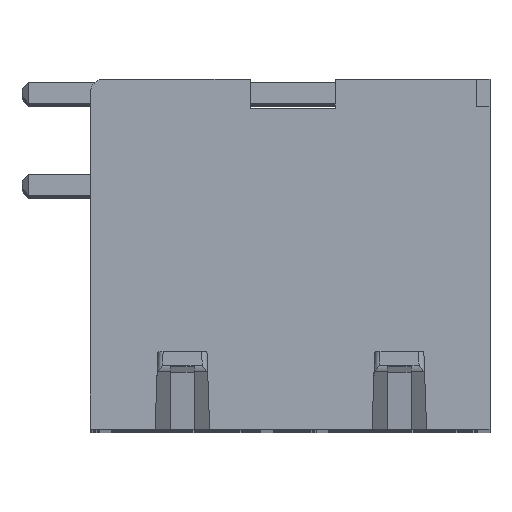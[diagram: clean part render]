
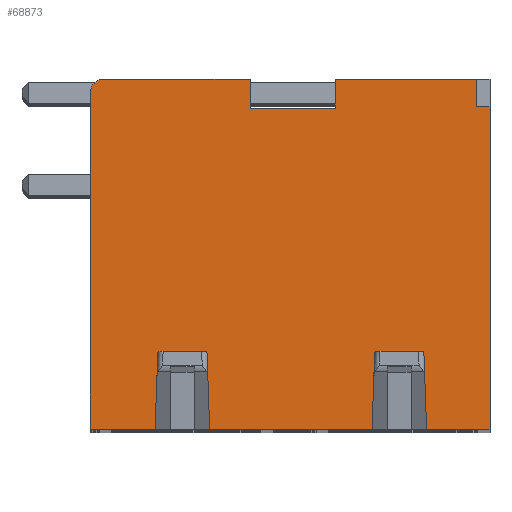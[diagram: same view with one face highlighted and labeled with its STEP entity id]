
A CAD part, top view. The second image highlights one B-rep face of the part: STEP entity #68873.
In plain terms, the highlighted planar face has unit normal (0, 0, 1).
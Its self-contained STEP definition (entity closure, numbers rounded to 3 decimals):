
#18153=DIRECTION('',(-1.,0.,0.));
#18154=VECTOR('',#18153,5.39);
#18155=CARTESIAN_POINT('',(11.703,13.3,33.7));
#18156=LINE('',#18155,#18154);
#18417=DIRECTION('',(0.,-1.,0.));
#18418=VECTOR('',#18417,1.092);
#18419=CARTESIAN_POINT('',(6.313,13.3,33.7));
#18420=LINE('',#18419,#18418);
#18549=DIRECTION('',(0.,1.,0.));
#18550=VECTOR('',#18549,1.092);
#18551=CARTESIAN_POINT('',(3.074,12.208,33.7));
#18552=LINE('',#18551,#18550);
#19229=DIRECTION('',(-1.,0.,0.));
#19230=VECTOR('',#19229,5.716);
#19231=CARTESIAN_POINT('',(3.074,13.3,33.7));
#19232=LINE('',#19231,#19230);
#19761=DIRECTION('',(0.,-1.,0.));
#19762=VECTOR('',#19761,0.02);
#19763=CARTESIAN_POINT('',(-2.641,13.3,33.7));
#19764=LINE('',#19763,#19762);
#23499=DIRECTION('',(-1.,0.,0.));
#23500=VECTOR('',#23499,3.238);
#23501=CARTESIAN_POINT('',(6.313,12.208,33.7));
#23502=LINE('',#23501,#23500);
#23503=DIRECTION('',(-0.035,-0.999,0.));
#23504=VECTOR('',#23503,2.716);
#23505=CARTESIAN_POINT('',(-0.443,2.714,33.7));
#23506=LINE('',#23505,#23504);
#23507=DIRECTION('',(-1.,0.,0.));
#23508=VECTOR('',#23507,2.463);
#23509=CARTESIAN_POINT('',(-0.537,0.,33.7));
#23510=LINE('',#23509,#23508);
#23511=DIRECTION('',(0.,1.,0.));
#23512=VECTOR('',#23511,12.8);
#23513=CARTESIAN_POINT('',(-3.,0.,33.7));
#23514=LINE('',#23513,#23512);
#23515=CARTESIAN_POINT('',(-2.5,12.8,33.7));
#23516=DIRECTION('',(0.,0.,-1.));
#23517=DIRECTION('',(-1.,0.,0.));
#23518=AXIS2_PLACEMENT_3D('',#23515,#23516,#23517);
#23520=DIRECTION('',(0.,-1.,0.));
#23521=VECTOR('',#23520,12.25);
#23522=CARTESIAN_POINT('',(12.2,12.25,33.7));
#23523=LINE('',#23522,#23521);
#23524=DIRECTION('',(-1.,0.,0.));
#23525=VECTOR('',#23524,2.413);
#23526=CARTESIAN_POINT('',(12.2,0.,33.7));
#23527=LINE('',#23526,#23525);
#23528=DIRECTION('',(-0.035,0.999,0.));
#23529=VECTOR('',#23528,2.716);
#23530=CARTESIAN_POINT('',(9.787,0.,33.7));
#23531=LINE('',#23530,#23529);
#23532=DIRECTION('',(-0.035,-0.999,0.));
#23533=VECTOR('',#23532,2.716);
#23534=CARTESIAN_POINT('',(7.807,2.714,33.7));
#23535=LINE('',#23534,#23533);
#23536=DIRECTION('',(-1.,0.,0.));
#23537=VECTOR('',#23536,6.175);
#23538=CARTESIAN_POINT('',(7.713,0.,33.7));
#23539=LINE('',#23538,#23537);
#23540=DIRECTION('',(-0.035,0.999,0.));
#23541=VECTOR('',#23540,2.716);
#23542=CARTESIAN_POINT('',(1.537,0.,33.7));
#23543=LINE('',#23542,#23541);
#23568=DIRECTION('',(1.,0.,0.));
#23569=VECTOR('',#23568,1.885);
#23570=CARTESIAN_POINT('',(-0.443,2.714,33.7));
#23571=LINE('',#23570,#23569);
#23725=DIRECTION('',(0.,1.,0.));
#23726=VECTOR('',#23725,1.05);
#23727=CARTESIAN_POINT('',(11.703,12.25,33.7));
#23728=LINE('',#23727,#23726);
#23741=DIRECTION('',(-1.,0.,0.));
#23742=VECTOR('',#23741,0.497);
#23743=CARTESIAN_POINT('',(12.2,12.25,33.7));
#23744=LINE('',#23743,#23742);
#23761=DIRECTION('',(1.,0.,0.));
#23762=VECTOR('',#23761,1.885);
#23763=CARTESIAN_POINT('',(7.807,2.714,33.7));
#23764=LINE('',#23763,#23762);
#25939=CARTESIAN_POINT('',(-3.,0.,33.7));
#25940=VERTEX_POINT('',#25939);
#25941=CARTESIAN_POINT('',(-0.537,0.,33.7));
#25942=VERTEX_POINT('',#25941);
#25947=CARTESIAN_POINT('',(1.537,0.,33.7));
#25948=VERTEX_POINT('',#25947);
#25949=CARTESIAN_POINT('',(7.713,0.,33.7));
#25950=VERTEX_POINT('',#25949);
#25955=CARTESIAN_POINT('',(9.787,0.,33.7));
#25956=VERTEX_POINT('',#25955);
#25957=CARTESIAN_POINT('',(12.2,0.,33.7));
#25958=VERTEX_POINT('',#25957);
#26039=CARTESIAN_POINT('',(12.2,12.25,33.7));
#26040=VERTEX_POINT('',#26039);
#26047=CARTESIAN_POINT('',(11.703,13.3,33.7));
#26048=VERTEX_POINT('',#26047);
#26049=CARTESIAN_POINT('',(6.313,13.3,33.7));
#26050=VERTEX_POINT('',#26049);
#26051=CARTESIAN_POINT('',(6.313,12.208,33.7));
#26052=VERTEX_POINT('',#26051);
#26061=CARTESIAN_POINT('',(3.074,12.208,33.7));
#26062=CARTESIAN_POINT('',(3.074,13.3,33.7));
#26063=VERTEX_POINT('',#26061);
#26064=VERTEX_POINT('',#26062);
#26073=CARTESIAN_POINT('',(-2.641,13.3,33.7));
#26074=VERTEX_POINT('',#26073);
#26075=CARTESIAN_POINT('',(-2.641,13.28,33.7));
#26076=VERTEX_POINT('',#26075);
#26105=CARTESIAN_POINT('',(-0.443,2.714,33.7));
#26106=VERTEX_POINT('',#26105);
#26107=CARTESIAN_POINT('',(-3.,12.8,33.7));
#26108=VERTEX_POINT('',#26107);
#26109=CARTESIAN_POINT('',(11.703,12.25,33.7));
#26110=VERTEX_POINT('',#26109);
#26111=CARTESIAN_POINT('',(9.693,2.714,33.7));
#26112=VERTEX_POINT('',#26111);
#26113=CARTESIAN_POINT('',(7.807,2.714,33.7));
#26114=VERTEX_POINT('',#26113);
#26115=CARTESIAN_POINT('',(1.443,2.714,33.7));
#26116=VERTEX_POINT('',#26115);
#68836=CARTESIAN_POINT('',(0.,0.,33.7));
#68837=DIRECTION('',(0.,0.,1.));
#68838=DIRECTION('',(1.,0.,0.));
#68839=AXIS2_PLACEMENT_3D('',#68836,#68837,#68838);
#68840=PLANE('',#68839);
#68842=ORIENTED_EDGE('',*,*,#68841,.T.);
#68843=ORIENTED_EDGE('',*,*,#34241,.T.);
#68845=ORIENTED_EDGE('',*,*,#68844,.T.);
#68847=ORIENTED_EDGE('',*,*,#68846,.T.);
#68848=ORIENTED_EDGE('',*,*,#61959,.F.);
#68849=ORIENTED_EDGE('',*,*,#61929,.F.);
#68850=ORIENTED_EDGE('',*,*,#60606,.F.);
#68851=ORIENTED_EDGE('',*,*,#68831,.F.);
#68852=ORIENTED_EDGE('',*,*,#60314,.F.);
#68853=ORIENTED_EDGE('',*,*,#60299,.F.);
#68855=ORIENTED_EDGE('',*,*,#68854,.F.);
#68857=ORIENTED_EDGE('',*,*,#68856,.F.);
#68858=ORIENTED_EDGE('',*,*,#59972,.T.);
#68859=ORIENTED_EDGE('',*,*,#34257,.T.);
#68861=ORIENTED_EDGE('',*,*,#68860,.T.);
#68863=ORIENTED_EDGE('',*,*,#68862,.F.);
#68865=ORIENTED_EDGE('',*,*,#68864,.T.);
#68866=ORIENTED_EDGE('',*,*,#34249,.T.);
#68868=ORIENTED_EDGE('',*,*,#68867,.T.);
#68870=ORIENTED_EDGE('',*,*,#68869,.F.);
#68871=EDGE_LOOP('',(#68842,#68843,#68845,#68847,#68848,#68849,#68850,#68851,
#68852,#68853,#68855,#68857,#68858,#68859,#68861,#68863,#68865,#68866,#68868,
#68870));
#68872=FACE_OUTER_BOUND('',#68871,.F.);
#68873=ADVANCED_FACE('',(#68872),#68840,.T.);
#23519=CIRCLE('',#23518,0.5);
#34241=EDGE_CURVE('',#25942,#25940,#23510,.T.);
#34249=EDGE_CURVE('',#25950,#25948,#23539,.T.);
#34257=EDGE_CURVE('',#25958,#25956,#23527,.T.);
#59972=EDGE_CURVE('',#26040,#25958,#23523,.T.);
#60299=EDGE_CURVE('',#26048,#26050,#18156,.T.);
#60314=EDGE_CURVE('',#26050,#26052,#18420,.T.);
#60606=EDGE_CURVE('',#26063,#26064,#18552,.T.);
#61929=EDGE_CURVE('',#26064,#26074,#19232,.T.);
#61959=EDGE_CURVE('',#26074,#26076,#19764,.T.);
#68831=EDGE_CURVE('',#26052,#26063,#23502,.T.);
#68841=EDGE_CURVE('',#26106,#25942,#23506,.T.);
#68844=EDGE_CURVE('',#25940,#26108,#23514,.T.);
#68846=EDGE_CURVE('',#26108,#26076,#23519,.T.);
#68854=EDGE_CURVE('',#26110,#26048,#23728,.T.);
#68856=EDGE_CURVE('',#26040,#26110,#23744,.T.);
#68860=EDGE_CURVE('',#25956,#26112,#23531,.T.);
#68862=EDGE_CURVE('',#26114,#26112,#23764,.T.);
#68864=EDGE_CURVE('',#26114,#25950,#23535,.T.);
#68867=EDGE_CURVE('',#25948,#26116,#23543,.T.);
#68869=EDGE_CURVE('',#26106,#26116,#23571,.T.);
